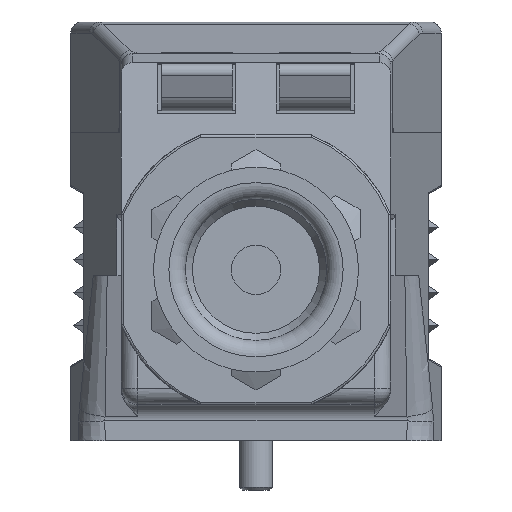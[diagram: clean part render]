
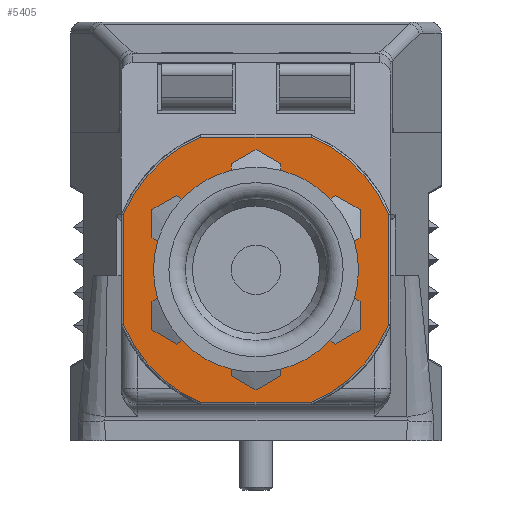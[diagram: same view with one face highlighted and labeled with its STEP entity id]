
A CAD part, left-side view. The second image highlights one B-rep face of the part: STEP entity #5405.
In plain terms, the highlighted planar face has unit normal (-1, 0, 0).
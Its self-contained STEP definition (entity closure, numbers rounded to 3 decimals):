
#5315=CARTESIAN_POINT('',(-44.3,-9.3,15.6));
#5316=VERTEX_POINT('',#5315);
#5317=CARTESIAN_POINT('',(-44.3,0.,15.6));
#5318=DIRECTION('',(-1.0,0.0,0.0));
#5319=DIRECTION('',(0.0,1.0,0.0));
#5320=AXIS2_PLACEMENT_3D('',#5317,#5318,#5319);
#5321=CIRCLE('',#5320,9.3);
#5322=EDGE_CURVE('',#5316,#5316,#5321,.T.);
#5327=CARTESIAN_POINT('',(-44.3,12.3,30.1));
#5328=DIRECTION('',(-1.0,0.0,0.0));
#5329=DIRECTION('',(0.0,0.0,1.0));
#5330=AXIS2_PLACEMENT_3D('',#5327,#5328,#5329);
#5331=PLANE('',#5330);
#5332=CARTESIAN_POINT('',(-44.3,-12.1,10.58));
#5333=VERTEX_POINT('',#5332);
#5334=CARTESIAN_POINT('',(-44.3,-5.02,3.5));
#5335=VERTEX_POINT('',#5334);
#5336=CARTESIAN_POINT('',(-44.3,0.,15.6));
#5337=DIRECTION('',(1.0,0.0,0.0));
#5338=DIRECTION('',(0.0,-0.707,-0.707));
#5339=AXIS2_PLACEMENT_3D('',#5336,#5337,#5338);
#5340=CIRCLE('',#5339,13.1);
#5341=EDGE_CURVE('',#5333,#5335,#5340,.T.);
#5342=ORIENTED_EDGE('',*,*,#5341,.F.);
#5343=CARTESIAN_POINT('',(-44.3,-12.1,20.62));
#5344=VERTEX_POINT('',#5343);
#5345=CARTESIAN_POINT('',(-44.3,-12.1,20.62));
#5346=DIRECTION('',(0.0,0.0,-1.0));
#5347=VECTOR('',#5346,10.04);
#5348=LINE('',#5345,#5347);
#5349=EDGE_CURVE('',#5344,#5333,#5348,.T.);
#5350=ORIENTED_EDGE('',*,*,#5349,.F.);
#5351=CARTESIAN_POINT('',(-44.3,-5.02,27.7));
#5352=VERTEX_POINT('',#5351);
#5353=CARTESIAN_POINT('',(-44.3,0.,15.6));
#5354=DIRECTION('',(1.0,0.0,0.0));
#5355=DIRECTION('',(0.0,-0.707,0.707));
#5356=AXIS2_PLACEMENT_3D('',#5353,#5354,#5355);
#5357=CIRCLE('',#5356,13.1);
#5358=EDGE_CURVE('',#5352,#5344,#5357,.T.);
#5359=ORIENTED_EDGE('',*,*,#5358,.F.);
#5360=CARTESIAN_POINT('',(-44.3,5.02,27.7));
#5361=VERTEX_POINT('',#5360);
#5362=CARTESIAN_POINT('',(-44.3,5.02,27.7));
#5363=DIRECTION('',(0.0,-1.0,0.0));
#5364=VECTOR('',#5363,10.04);
#5365=LINE('',#5362,#5364);
#5366=EDGE_CURVE('',#5361,#5352,#5365,.T.);
#5367=ORIENTED_EDGE('',*,*,#5366,.F.);
#5368=CARTESIAN_POINT('',(-44.3,12.1,20.62));
#5369=VERTEX_POINT('',#5368);
#5370=CARTESIAN_POINT('',(-44.3,0.,15.6));
#5371=DIRECTION('',(1.,0.0,0.0));
#5372=DIRECTION('',(0.0,0.707,0.707));
#5373=AXIS2_PLACEMENT_3D('',#5370,#5371,#5372);
#5374=CIRCLE('',#5373,13.1);
#5375=EDGE_CURVE('',#5369,#5361,#5374,.T.);
#5376=ORIENTED_EDGE('',*,*,#5375,.F.);
#5377=CARTESIAN_POINT('',(-44.3,12.1,10.58));
#5378=VERTEX_POINT('',#5377);
#5379=CARTESIAN_POINT('',(-44.3,12.1,10.58));
#5380=DIRECTION('',(0.0,0.0,1.0));
#5381=VECTOR('',#5380,10.04);
#5382=LINE('',#5379,#5381);
#5383=EDGE_CURVE('',#5378,#5369,#5382,.T.);
#5384=ORIENTED_EDGE('',*,*,#5383,.F.);
#5385=CARTESIAN_POINT('',(-44.3,5.02,3.5));
#5386=VERTEX_POINT('',#5385);
#5387=CARTESIAN_POINT('',(-44.3,0.,15.6));
#5388=DIRECTION('',(1.,0.0,0.0));
#5389=DIRECTION('',(0.0,0.707,-0.707));
#5390=AXIS2_PLACEMENT_3D('',#5387,#5388,#5389);
#5391=CIRCLE('',#5390,13.1);
#5392=EDGE_CURVE('',#5386,#5378,#5391,.T.);
#5393=ORIENTED_EDGE('',*,*,#5392,.F.);
#5394=CARTESIAN_POINT('',(-44.3,-5.02,3.5));
#5395=DIRECTION('',(0.0,1.0,0.0));
#5396=VECTOR('',#5395,10.04);
#5397=LINE('',#5394,#5396);
#5398=EDGE_CURVE('',#5335,#5386,#5397,.T.);
#5399=ORIENTED_EDGE('',*,*,#5398,.F.);
#5400=EDGE_LOOP('',(#5342,#5350,#5359,#5367,#5376,#5384,#5393,#5399));
#5401=FACE_OUTER_BOUND('',#5400,.T.);
#5402=ORIENTED_EDGE('',*,*,#5322,.F.);
#5403=EDGE_LOOP('',(#5402));
#5404=FACE_BOUND('',#5403,.T.);
#5405=ADVANCED_FACE('',(#5401,#5404),#5331,.T.);
